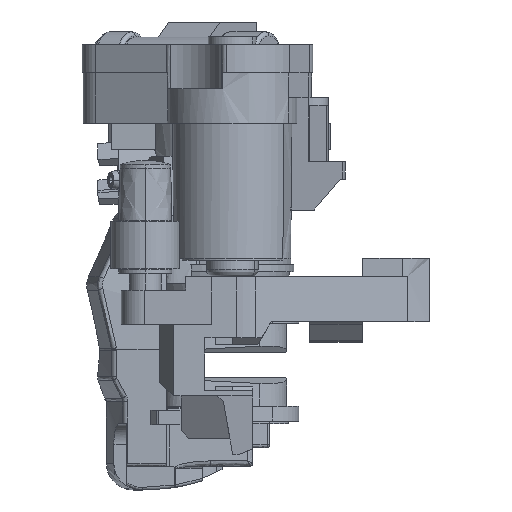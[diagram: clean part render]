
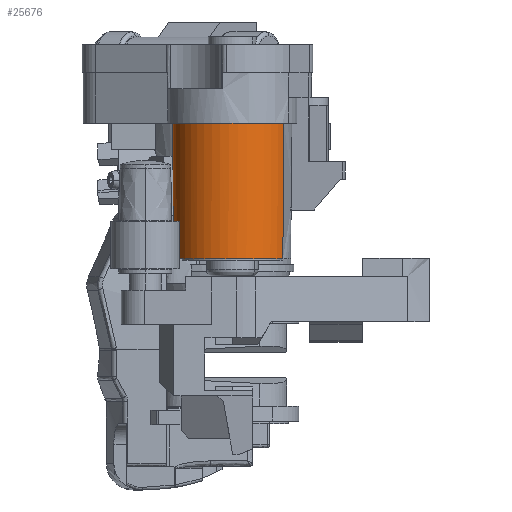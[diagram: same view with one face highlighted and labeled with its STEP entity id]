
A CAD part, left-side view. The second image highlights one B-rep face of the part: STEP entity #25676.
In plain terms, the highlighted free-form (B-spline) face has degree [2, 1] with [5, 2] control points.
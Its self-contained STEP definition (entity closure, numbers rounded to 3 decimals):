
#24493 = VERTEX_POINT('',#24494);
#24494 = CARTESIAN_POINT('',(-53.799,108.721,
    -0.263));
#24495 = VERTEX_POINT('',#24496);
#24496 = CARTESIAN_POINT('',(-82.84,58.421,
    -0.263));
#24504 = EDGE_CURVE('',#24493,#24505,#24507,.T.);
#24505 = VERTEX_POINT('',#24506);
#24506 = CARTESIAN_POINT('',(-53.47,109.291,
    67.169));
#24507 = B_SPLINE_CURVE_WITH_KNOTS('',1,(#24508,#24509),.UNSPECIFIED.,
  .F.,.F.,(2,2),(0.,51.202),.PIECEWISE_BEZIER_KNOTS.);
#24508 = CARTESIAN_POINT('',(-53.799,108.721,
    -0.263));
#24509 = CARTESIAN_POINT('',(-53.47,109.291,
    67.169));
#24595 = VERTEX_POINT('',#24596);
#24596 = CARTESIAN_POINT('',(-83.169,57.85,
    67.169));
#24602 = EDGE_CURVE('',#24495,#24595,#24603,.T.);
#24603 = B_SPLINE_CURVE_WITH_KNOTS('',1,(#24604,#24605),.UNSPECIFIED.,
  .F.,.F.,(2,2),(0.,51.202),.PIECEWISE_BEZIER_KNOTS.);
#24604 = CARTESIAN_POINT('',(-82.84,58.421,
    -0.263));
#24605 = CARTESIAN_POINT('',(-83.169,57.85,
    67.169));
#25610 = EDGE_CURVE('',#24595,#24505,#25611,.T.);
#25611 = ( BOUNDED_CURVE() B_SPLINE_CURVE(2,(#25612,#25613,#25614,#25615
,#25616),.UNSPECIFIED.,.F.,.F.) B_SPLINE_CURVE_WITH_KNOTS((3,2,3),(
    3.142,4.712,6.283),
.PIECEWISE_BEZIER_KNOTS.) CURVE() GEOMETRIC_REPRESENTATION_ITEM() 
RATIONAL_B_SPLINE_CURVE((1.,0.707,1.,0.707,1.)) 
REPRESENTATION_ITEM('') );
#25612 = CARTESIAN_POINT('',(-83.169,57.85,
    67.169));
#25613 = CARTESIAN_POINT('',(-108.889,72.7,
    67.169));
#25614 = CARTESIAN_POINT('',(-94.04,98.42,
    67.169));
#25615 = CARTESIAN_POINT('',(-79.19,124.141,
    67.169));
#25616 = CARTESIAN_POINT('',(-53.47,109.291,
    67.169));
#25676 = ADVANCED_FACE('',(#25677),#25690,.T.);
#25677 = FACE_BOUND('',#25678,.T.);
#25678 = EDGE_LOOP('',(#25679,#25680,#25688,#25689));
#25679 = ORIENTED_EDGE('',*,*,#24504,.F.);
#25680 = ORIENTED_EDGE('',*,*,#25681,.F.);
#25681 = EDGE_CURVE('',#24495,#24493,#25682,.T.);
#25682 = ( BOUNDED_CURVE() B_SPLINE_CURVE(2,(#25683,#25684,#25685,#25686
,#25687),.UNSPECIFIED.,.F.,.F.) B_SPLINE_CURVE_WITH_KNOTS((3,2,3),(
    3.142,4.712,6.283),
.PIECEWISE_BEZIER_KNOTS.) CURVE() GEOMETRIC_REPRESENTATION_ITEM() 
RATIONAL_B_SPLINE_CURVE((1.,0.707,1.,0.707,1.)) 
REPRESENTATION_ITEM('') );
#25683 = CARTESIAN_POINT('',(-82.84,58.421,
    -0.263));
#25684 = CARTESIAN_POINT('',(-107.99,72.941,
    -0.263));
#25685 = CARTESIAN_POINT('',(-93.469,98.091,
    -0.263));
#25686 = CARTESIAN_POINT('',(-78.949,123.241,
    -0.263));
#25687 = CARTESIAN_POINT('',(-53.799,108.721,
    -0.263));
#25688 = ORIENTED_EDGE('',*,*,#24602,.T.);
#25689 = ORIENTED_EDGE('',*,*,#25610,.T.);
#25690 = ( BOUNDED_SURFACE() B_SPLINE_SURFACE(2,1,(
    (#25691,#25692)
    ,(#25693,#25694)
    ,(#25695,#25696)
    ,(#25697,#25698)
    ,(#25699,#25700
)),.UNSPECIFIED.,.F.,.F.,.F.) B_SPLINE_SURFACE_WITH_KNOTS((3,2,3),(2,2),
  (3.142,4.712,6.283),(0.,
    51.202),.PIECEWISE_BEZIER_KNOTS.) 
GEOMETRIC_REPRESENTATION_ITEM() RATIONAL_B_SPLINE_SURFACE((
    (1.,1.)
    ,(0.707,0.707)
    ,(1.,1.)
    ,(0.707,0.707)
,(1.,1.))) REPRESENTATION_ITEM('') SURFACE() );
#25691 = CARTESIAN_POINT('',(-53.799,108.721,
    -0.263));
#25692 = CARTESIAN_POINT('',(-53.47,109.291,
    67.169));
#25693 = CARTESIAN_POINT('',(-78.949,123.241,
    -0.263));
#25694 = CARTESIAN_POINT('',(-79.19,124.141,
    67.169));
#25695 = CARTESIAN_POINT('',(-93.469,98.091,
    -0.263));
#25696 = CARTESIAN_POINT('',(-94.04,98.42,
    67.169));
#25697 = CARTESIAN_POINT('',(-107.99,72.941,
    -0.263));
#25698 = CARTESIAN_POINT('',(-108.889,72.7,
    67.169));
#25699 = CARTESIAN_POINT('',(-82.84,58.421,
    -0.263));
#25700 = CARTESIAN_POINT('',(-83.169,57.85,
    67.169));
